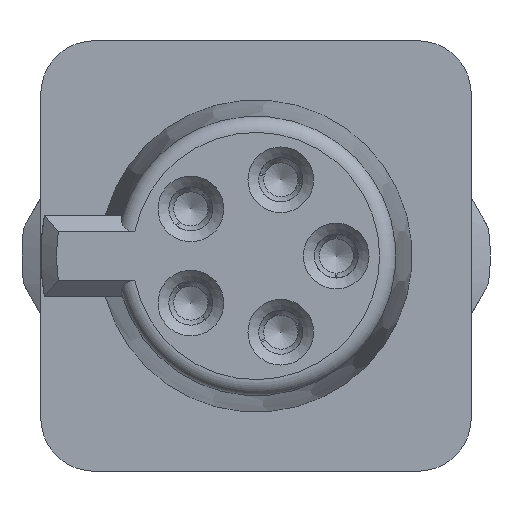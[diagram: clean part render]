
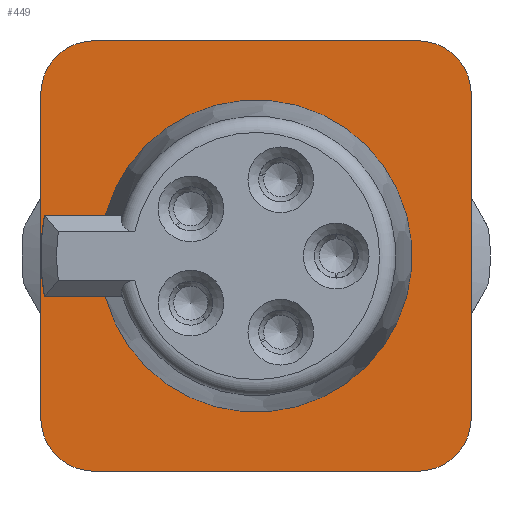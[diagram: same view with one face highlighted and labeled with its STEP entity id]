
A CAD part, left-side view. The second image highlights one B-rep face of the part: STEP entity #449.
In plain terms, the highlighted planar face has unit normal (-1, 0, 0).
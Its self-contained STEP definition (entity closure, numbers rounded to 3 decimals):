
#220=PLANE('',#1969);
#265=FACE_OUTER_BOUND('',#742,.T.);
#346=LINE('',#2802,#395);
#347=LINE('',#2807,#396);
#348=LINE('',#2811,#397);
#349=LINE('',#2815,#398);
#350=LINE('',#2819,#399);
#351=LINE('',#2823,#400);
#352=LINE('',#2826,#401);
#395=VECTOR('',#2265,1.);
#396=VECTOR('',#2268,1.);
#397=VECTOR('',#2271,1.);
#398=VECTOR('',#2274,1.);
#399=VECTOR('',#2277,1.);
#400=VECTOR('',#2280,1.);
#401=VECTOR('',#2283,1.);
#449=ADVANCED_FACE('',(#265),#220,.T.);
#742=EDGE_LOOP('',(#943,#944,#945,#946,#947,#948,#949,#950,#951,#952,#953,
#954,#955,#956));
#943=ORIENTED_EDGE('',*,*,#1611,.F.);
#944=ORIENTED_EDGE('',*,*,#1612,.T.);
#945=ORIENTED_EDGE('',*,*,#1613,.F.);
#946=ORIENTED_EDGE('',*,*,#1614,.T.);
#947=ORIENTED_EDGE('',*,*,#1615,.T.);
#948=ORIENTED_EDGE('',*,*,#1616,.T.);
#949=ORIENTED_EDGE('',*,*,#1617,.T.);
#950=ORIENTED_EDGE('',*,*,#1618,.T.);
#951=ORIENTED_EDGE('',*,*,#1619,.T.);
#952=ORIENTED_EDGE('',*,*,#1620,.T.);
#953=ORIENTED_EDGE('',*,*,#1621,.T.);
#954=ORIENTED_EDGE('',*,*,#1622,.T.);
#955=ORIENTED_EDGE('',*,*,#1623,.T.);
#956=ORIENTED_EDGE('',*,*,#1624,.T.);
#1429=VERTEX_POINT('',#2803);
#1430=VERTEX_POINT('',#2804);
#1431=VERTEX_POINT('',#2806);
#1432=VERTEX_POINT('',#2808);
#1433=VERTEX_POINT('',#2810);
#1434=VERTEX_POINT('',#2812);
#1435=VERTEX_POINT('',#2814);
#1436=VERTEX_POINT('',#2816);
#1437=VERTEX_POINT('',#2818);
#1438=VERTEX_POINT('',#2820);
#1439=VERTEX_POINT('',#2822);
#1440=VERTEX_POINT('',#2824);
#1441=VERTEX_POINT('',#2827);
#1611=EDGE_CURVE('',#1429,#1430,#346,.T.);
#1612=EDGE_CURVE('',#1429,#1431,#1834,.T.);
#1613=EDGE_CURVE('',#1432,#1431,#347,.T.);
#1614=EDGE_CURVE('',#1432,#1433,#1835,.T.);
#1615=EDGE_CURVE('',#1433,#1434,#348,.T.);
#1616=EDGE_CURVE('',#1434,#1435,#1836,.T.);
#1617=EDGE_CURVE('',#1435,#1436,#349,.T.);
#1618=EDGE_CURVE('',#1436,#1437,#1837,.T.);
#1619=EDGE_CURVE('',#1437,#1438,#350,.T.);
#1620=EDGE_CURVE('',#1438,#1439,#1838,.T.);
#1621=EDGE_CURVE('',#1439,#1440,#351,.T.);
#1622=EDGE_CURVE('',#1440,#1436,#1839,.T.);
#1623=EDGE_CURVE('',#1436,#1441,#352,.T.);
#1624=EDGE_CURVE('',#1441,#1430,#1840,.T.);
#1834=CIRCLE('',#1962,1.);
#1835=CIRCLE('',#1963,1.);
#1836=CIRCLE('',#1964,1.);
#1837=CIRCLE('',#1965,4.);
#1838=CIRCLE('',#1966,2.5);
#1839=CIRCLE('',#1967,4.);
#1840=CIRCLE('',#1968,1.);
#1962=AXIS2_PLACEMENT_3D('',#2805,#2266,#2267);
#1963=AXIS2_PLACEMENT_3D('',#2809,#2269,#2270);
#1964=AXIS2_PLACEMENT_3D('',#2813,#2272,#2273);
#1965=AXIS2_PLACEMENT_3D('',#2817,#2275,#2276);
#1966=AXIS2_PLACEMENT_3D('',#2821,#2278,#2279);
#1967=AXIS2_PLACEMENT_3D('',#2825,#2281,#2282);
#1968=AXIS2_PLACEMENT_3D('',#2828,#2284,#2285);
#1969=AXIS2_PLACEMENT_3D('',#2829,#2286,#2287);
#2265=DIRECTION('',(0.,1.,0.));
#2266=DIRECTION('',(-1.,0.,0.));
#2267=DIRECTION('',(0.,0.,1.));
#2268=DIRECTION('',(0.,0.,-1.));
#2269=DIRECTION('',(-1.,0.,0.));
#2270=DIRECTION('',(0.,0.,1.));
#2271=DIRECTION('',(0.,1.,0.));
#2272=DIRECTION('',(-1.,0.,0.));
#2273=DIRECTION('',(0.,0.,1.));
#2274=DIRECTION('',(0.,0.,-1.));
#2275=DIRECTION('',(1.,0.,0.));
#2276=DIRECTION('',(0.,0.,1.));
#2277=DIRECTION('',(0.,-1.,0.));
#2278=DIRECTION('',(1.,0.,0.));
#2279=DIRECTION('',(0.,0.,-1.));
#2280=DIRECTION('',(0.,1.,0.));
#2281=DIRECTION('',(1.,0.,0.));
#2282=DIRECTION('',(0.,0.,1.));
#2283=DIRECTION('',(0.,0.,-1.));
#2284=DIRECTION('',(-1.,0.,0.));
#2285=DIRECTION('',(0.,0.,1.));
#2286=DIRECTION('',(-1.,0.,0.));
#2287=DIRECTION('',(0.,0.,1.));
#2802=CARTESIAN_POINT('',(0.056,-4.,-4.));
#2803=CARTESIAN_POINT('',(0.056,-3.,-4.));
#2804=CARTESIAN_POINT('',(0.056,3.,-4.));
#2805=CARTESIAN_POINT('',(0.056,-3.,-3.));
#2806=CARTESIAN_POINT('',(0.056,-4.,-3.));
#2807=CARTESIAN_POINT('',(0.056,-4.,4.));
#2808=CARTESIAN_POINT('',(0.056,-4.,3.));
#2809=CARTESIAN_POINT('',(0.056,-3.,3.));
#2810=CARTESIAN_POINT('',(0.056,-3.,4.));
#2811=CARTESIAN_POINT('',(0.056,-4.,4.));
#2812=CARTESIAN_POINT('',(0.056,3.,4.));
#2813=CARTESIAN_POINT('',(0.056,3.,3.));
#2814=CARTESIAN_POINT('',(0.056,4.,3.));
#2815=CARTESIAN_POINT('',(0.056,4.,4.));
#2816=CARTESIAN_POINT('',(0.056,4.,0.));
#2817=CARTESIAN_POINT('',(0.056,0.,0.));
#2818=CARTESIAN_POINT('',(0.056,3.929,0.75));
#2819=CARTESIAN_POINT('',(0.056,3.929,0.75));
#2820=CARTESIAN_POINT('',(0.056,2.385,0.75));
#2821=CARTESIAN_POINT('',(0.056,0.,0.));
#2822=CARTESIAN_POINT('',(0.056,2.385,-0.75));
#2823=CARTESIAN_POINT('',(0.056,2.385,-0.75));
#2824=CARTESIAN_POINT('',(0.056,3.929,-0.75));
#2825=CARTESIAN_POINT('',(0.056,0.,0.));
#2826=CARTESIAN_POINT('',(0.056,4.,4.));
#2827=CARTESIAN_POINT('',(0.056,4.,-3.));
#2828=CARTESIAN_POINT('',(0.056,3.,-3.));
#2829=CARTESIAN_POINT('',(0.056,-4.,4.));
